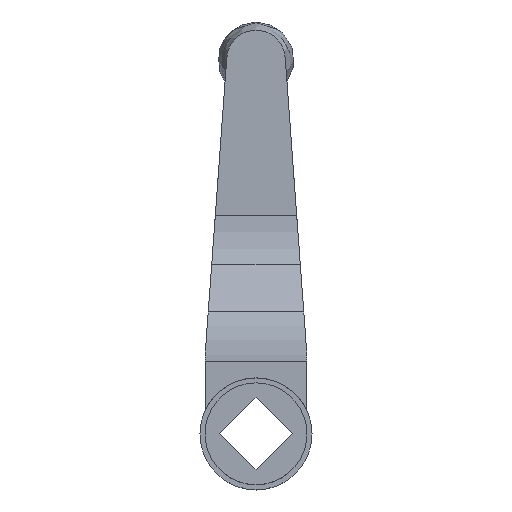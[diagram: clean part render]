
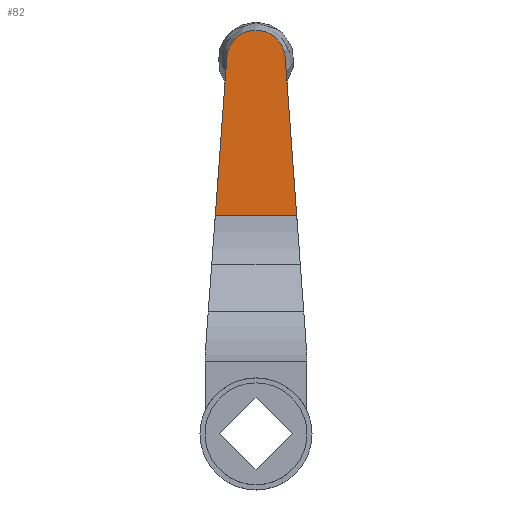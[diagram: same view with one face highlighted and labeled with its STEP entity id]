
A CAD part, top view. The second image highlights one B-rep face of the part: STEP entity #82.
In plain terms, the highlighted planar face has unit normal (0, 0, 1).
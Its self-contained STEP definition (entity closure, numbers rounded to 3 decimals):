
#82 = ADVANCED_FACE( '', ( #181 ), #182, .F. );
#181 = FACE_OUTER_BOUND( '', #331, .T. );
#182 = PLANE( '', #332 );
#331 = EDGE_LOOP( '', ( #509, #510, #511, #512, #513, #514 ) );
#332 = AXIS2_PLACEMENT_3D( '', #515, #516, #517 );
#509 = ORIENTED_EDGE( '', *, *, #681, .T. );
#510 = ORIENTED_EDGE( '', *, *, #670, .T. );
#511 = ORIENTED_EDGE( '', *, *, #708, .F. );
#512 = ORIENTED_EDGE( '', *, *, #726, .T. );
#513 = ORIENTED_EDGE( '', *, *, #715, .T. );
#514 = ORIENTED_EDGE( '', *, *, #727, .T. );
#515 = CARTESIAN_POINT( '', ( 17., 134.616, -44.4 ) );
#516 = DIRECTION( '', ( 0., 0., -1. ) );
#517 = DIRECTION( '', ( -1., 0., 0. ) );
#670 = EDGE_CURVE( '', #781, #779, #782, .T. );
#681 = EDGE_CURVE( '', #798, #781, #799, .F. );
#708 = EDGE_CURVE( '', #842, #779, #844, .T. );
#715 = EDGE_CURVE( '', #855, #852, #856, .F. );
#726 = EDGE_CURVE( '', #842, #855, #870, .T. );
#727 = EDGE_CURVE( '', #852, #798, #871, .T. );
#779 = VERTEX_POINT( '', #934 );
#781 = VERTEX_POINT( '', #936 );
#782 = LINE( '', #937, #938 );
#798 = VERTEX_POINT( '', #958 );
#799 = CIRCLE( '', #959, 9.76 );
#842 = VERTEX_POINT( '', #1014 );
#844 = LINE( '', #1016, #1017 );
#852 = VERTEX_POINT( '', #1026 );
#855 = VERTEX_POINT( '', #1030 );
#856 = CIRCLE( '', #1031, 9.76 );
#870 = LINE( '', #1050, #1051 );
#871 = LINE( '', #1052, #1053 );
#934 = CARTESIAN_POINT( '', ( -13.587, 72.986, -44.4 ) );
#936 = CARTESIAN_POINT( '', ( -9.734, 125.711, -44.4 ) );
#937 = CARTESIAN_POINT( '', ( -8.945, 136.512, -44.4 ) );
#938 = VECTOR( '', #1126, 1000. );
#958 = CARTESIAN_POINT( '', ( -1.67, 134.616, -44.4 ) );
#959 = AXIS2_PLACEMENT_3D( '', #1140, #1141, #1142 );
#1014 = CARTESIAN_POINT( '', ( 13.587, 72.986, -44.4 ) );
#1016 = CARTESIAN_POINT( '', ( 17., 72.986, -44.4 ) );
#1017 = VECTOR( '', #1182, 1000. );
#1026 = CARTESIAN_POINT( '', ( 1.67, 134.616, -44.4 ) );
#1030 = CARTESIAN_POINT( '', ( 9.734, 125.711, -44.4 ) );
#1031 = AXIS2_PLACEMENT_3D( '', #1191, #1192, #1193 );
#1050 = CARTESIAN_POINT( '', ( 9.125, 134.041, -44.4 ) );
#1051 = VECTOR( '', #1205, 1000. );
#1052 = CARTESIAN_POINT( '', ( 17., 134.616, -44.4 ) );
#1053 = VECTOR( '', #1206, 1000. );
#1126 = DIRECTION( '', ( -0.073, -0.997, 0. ) );
#1140 = CARTESIAN_POINT( '', ( 0., 125., -44.4 ) );
#1141 = DIRECTION( '', ( 0., 0., -1. ) );
#1142 = DIRECTION( '', ( -1., 0., 0. ) );
#1182 = DIRECTION( '', ( -1., 0., 0. ) );
#1191 = CARTESIAN_POINT( '', ( 0., 125., -44.4 ) );
#1192 = DIRECTION( '', ( 0., 0., -1. ) );
#1193 = DIRECTION( '', ( -1., 0., 0. ) );
#1205 = DIRECTION( '', ( -0.073, 0.997, 0. ) );
#1206 = DIRECTION( '', ( -1., 0., 0. ) );
